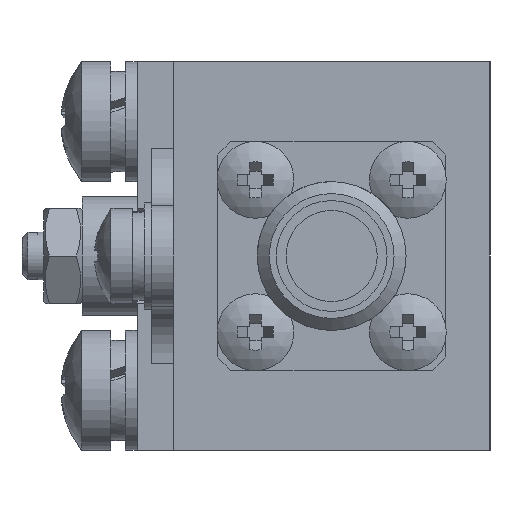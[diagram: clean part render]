
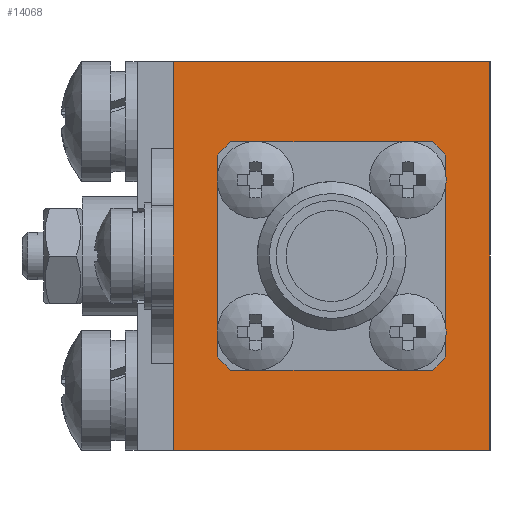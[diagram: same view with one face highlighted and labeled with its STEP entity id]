
A CAD part, left-side view. The second image highlights one B-rep face of the part: STEP entity #14068.
In plain terms, the highlighted planar face has unit normal (-1, 0, 0).
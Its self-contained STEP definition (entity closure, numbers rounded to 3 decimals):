
#14068=ADVANCED_FACE('',(#28955,#28957,#28959,#28961,#28963),#28965,.T.);
#28955=FACE_BOUND('',#28956,.T.);
#28956=EDGE_LOOP('',(#36514,#36515,#36516,#36517));
#28957=FACE_BOUND('',#28958,.T.);
#28958=EDGE_LOOP('',(#36518));
#28959=FACE_BOUND('',#28960,.T.);
#28960=EDGE_LOOP('',(#36519));
#28961=FACE_BOUND('',#28962,.T.);
#28962=EDGE_LOOP('',(#36520));
#28963=FACE_BOUND('',#28964,.T.);
#28964=EDGE_LOOP('',(#36521));
#28965=PLANE('',#28966);
#28966=AXIS2_PLACEMENT_3D('',#28967,#28968,#28969);
#28967=CARTESIAN_POINT('',(-35.3,6.6,0.));
#28968=DIRECTION('',(-1.,0.,0.));
#28969=DIRECTION('',(0.,0.,1.));
#36514=ORIENTED_EDGE('',*,*,#40474,.T.);
#36515=ORIENTED_EDGE('',*,*,#40485,.F.);
#36516=ORIENTED_EDGE('',*,*,#40480,.F.);
#36517=ORIENTED_EDGE('',*,*,#40479,.T.);
#36518=ORIENTED_EDGE('',*,*,#38776,.F.);
#36519=ORIENTED_EDGE('',*,*,#38760,.F.);
#36520=ORIENTED_EDGE('',*,*,#38254,.F.);
#36521=ORIENTED_EDGE('',*,*,#38252,.F.);
#38252=EDGE_CURVE('',#42752,#42752,#42753,.T.);
#38254=EDGE_CURVE('',#42756,#42756,#42757,.T.);
#38760=EDGE_CURVE('',#43753,#43753,#43754,.T.);
#38776=EDGE_CURVE('',#43785,#43785,#43786,.T.);
#40474=EDGE_CURVE('',#46498,#46496,#46499,.T.);
#40479=EDGE_CURVE('',#46501,#46498,#46506,.T.);
#40480=EDGE_CURVE('',#46501,#46507,#46508,.T.);
#40485=EDGE_CURVE('',#46507,#46496,#46514,.T.);
#42752=VERTEX_POINT('',#56288);
#42753=CIRCLE('',#56289,0.625);
#42756=VERTEX_POINT('',#56399);
#42757=CIRCLE('',#56400,0.625);
#43753=VERTEX_POINT('',#59864);
#43754=CIRCLE('',#59865,0.8);
#43785=VERTEX_POINT('',#59944);
#43786=CIRCLE('',#59945,0.8);
#46496=VERTEX_POINT('',#78894);
#46498=VERTEX_POINT('',#78898);
#46499=LINE('',#78899,#78900);
#46501=VERTEX_POINT('',#78905);
#46506=LINE('',#78916,#78917);
#46507=VERTEX_POINT('',#78919);
#46508=LINE('',#78920,#78921);
#46514=LINE('',#78936,#78937);
#56288=CARTESIAN_POINT('',(-35.3,3.425,3.8));
#56289=AXIS2_PLACEMENT_3D('',#56290,#56291,#56292);
#56290=CARTESIAN_POINT('',(-35.3,3.425,3.175));
#56291=DIRECTION('',(-1.,0.,0.));
#56292=DIRECTION('',(0.,0.,-1.));
#56399=CARTESIAN_POINT('',(-35.3,3.425,-2.55));
#56400=AXIS2_PLACEMENT_3D('',#56401,#56402,#56403);
#56401=CARTESIAN_POINT('',(-35.3,3.425,-3.175));
#56402=DIRECTION('',(-1.,0.,0.));
#56403=DIRECTION('',(0.,0.,-1.));
#59864=CARTESIAN_POINT('',(-35.3,9.775,3.975));
#59865=AXIS2_PLACEMENT_3D('',#59866,#59867,#59868);
#59866=CARTESIAN_POINT('',(-35.3,9.775,3.175));
#59867=DIRECTION('',(-1.,0.,0.));
#59868=DIRECTION('',(0.,0.,-1.));
#59944=CARTESIAN_POINT('',(-35.3,9.775,-2.375));
#59945=AXIS2_PLACEMENT_3D('',#59946,#59947,#59948);
#59946=CARTESIAN_POINT('',(-35.3,9.775,-3.175));
#59947=DIRECTION('',(-1.,0.,0.));
#59948=DIRECTION('',(0.,0.,-1.));
#78894=CARTESIAN_POINT('',(-35.3,0.,8.1));
#78898=CARTESIAN_POINT('',(-35.3,0.,-8.1));
#78899=CARTESIAN_POINT('',(-35.3,0.,-8.1));
#78900=VECTOR('',#78901,1.);
#78901=DIRECTION('',(0.,0.,1.));
#78905=CARTESIAN_POINT('',(-35.3,13.2,-8.1));
#78916=CARTESIAN_POINT('',(-35.3,13.2,-8.1));
#78917=VECTOR('',#78918,1.);
#78918=DIRECTION('',(0.,-1.,0.));
#78919=CARTESIAN_POINT('',(-35.3,13.2,8.1));
#78920=CARTESIAN_POINT('',(-35.3,13.2,-8.1));
#78921=VECTOR('',#78922,1.);
#78922=DIRECTION('',(0.,0.,1.));
#78936=CARTESIAN_POINT('',(-35.3,13.2,8.1));
#78937=VECTOR('',#78938,1.);
#78938=DIRECTION('',(0.,-1.,0.));
